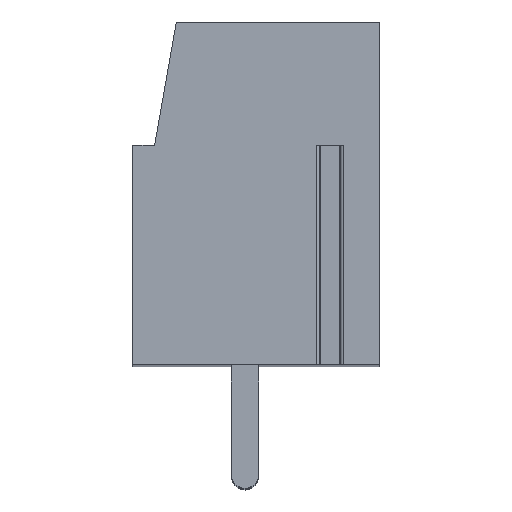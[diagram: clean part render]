
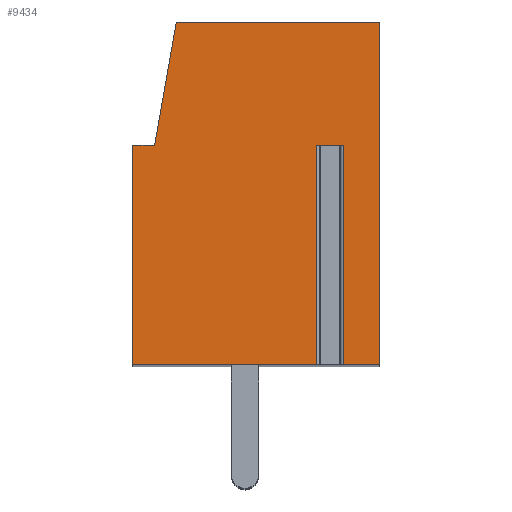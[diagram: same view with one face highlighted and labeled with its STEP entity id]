
A CAD part, top view. The second image highlights one B-rep face of the part: STEP entity #9434.
In plain terms, the highlighted planar face has unit normal (0, 0, 1).
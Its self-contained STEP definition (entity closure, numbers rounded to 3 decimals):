
#293=DIRECTION('',(-1.,0.,0.));
#294=VECTOR('',#293,0.958);
#295=CARTESIAN_POINT('',(3.179,1.75,37.5));
#296=LINE('',#295,#294);
#297=DIRECTION('',(0.,-1.,0.));
#298=VECTOR('',#297,8.);
#299=CARTESIAN_POINT('',(2.221,1.75,37.5));
#300=LINE('',#299,#298);
#301=DIRECTION('',(1.,0.,0.));
#302=VECTOR('',#301,6.721);
#303=CARTESIAN_POINT('',(-4.5,-6.25,37.5));
#304=LINE('',#303,#302);
#305=DIRECTION('',(0.,-1.,0.));
#306=VECTOR('',#305,8.);
#307=CARTESIAN_POINT('',(-4.5,1.75,37.5));
#308=LINE('',#307,#306);
#309=DIRECTION('',(-1.,0.,0.));
#310=VECTOR('',#309,0.8);
#311=CARTESIAN_POINT('',(-3.7,1.75,37.5));
#312=LINE('',#311,#310);
#313=DIRECTION('',(-0.174,-0.985,0.));
#314=VECTOR('',#313,4.569);
#315=CARTESIAN_POINT('',(-2.907,6.25,37.5));
#316=LINE('',#315,#314);
#317=DIRECTION('',(-1.,0.,0.));
#318=VECTOR('',#317,7.407);
#319=CARTESIAN_POINT('',(4.5,6.25,37.5));
#320=LINE('',#319,#318);
#321=DIRECTION('',(0.,1.,0.));
#322=VECTOR('',#321,12.5);
#323=CARTESIAN_POINT('',(4.5,-6.25,37.5));
#324=LINE('',#323,#322);
#325=DIRECTION('',(1.,0.,0.));
#326=VECTOR('',#325,1.321);
#327=CARTESIAN_POINT('',(3.179,-6.25,37.5));
#328=LINE('',#327,#326);
#329=DIRECTION('',(0.,-1.,0.));
#330=VECTOR('',#329,8.);
#331=CARTESIAN_POINT('',(3.179,1.75,37.5));
#332=LINE('',#331,#330);
#7169=CARTESIAN_POINT('',(4.5,-6.25,37.5));
#7170=CARTESIAN_POINT('',(4.5,6.25,37.5));
#7171=VERTEX_POINT('',#7169);
#7172=VERTEX_POINT('',#7170);
#7173=CARTESIAN_POINT('',(-2.907,6.25,37.5));
#7174=VERTEX_POINT('',#7173);
#7175=CARTESIAN_POINT('',(-3.7,1.75,37.5));
#7176=VERTEX_POINT('',#7175);
#7177=CARTESIAN_POINT('',(-4.5,1.75,37.5));
#7178=VERTEX_POINT('',#7177);
#7179=CARTESIAN_POINT('',(-4.5,-6.25,37.5));
#7180=VERTEX_POINT('',#7179);
#7225=CARTESIAN_POINT('',(3.179,1.75,37.5));
#7226=CARTESIAN_POINT('',(2.221,1.75,37.5));
#7227=VERTEX_POINT('',#7225);
#7228=VERTEX_POINT('',#7226);
#7229=CARTESIAN_POINT('',(3.179,-6.25,37.5));
#7230=VERTEX_POINT('',#7229);
#7231=CARTESIAN_POINT('',(2.221,-6.25,37.5));
#7232=VERTEX_POINT('',#7231);
#9410=CARTESIAN_POINT('',(0.,0.,37.5));
#9411=DIRECTION('',(0.,0.,1.));
#9412=DIRECTION('',(1.,0.,0.));
#9413=AXIS2_PLACEMENT_3D('',#9410,#9411,#9412);
#9414=PLANE('',#9413);
#9416=ORIENTED_EDGE('',*,*,#9415,.T.);
#9417=ORIENTED_EDGE('',*,*,#9401,.T.);
#9418=ORIENTED_EDGE('',*,*,#9262,.F.);
#9420=ORIENTED_EDGE('',*,*,#9419,.F.);
#9422=ORIENTED_EDGE('',*,*,#9421,.F.);
#9424=ORIENTED_EDGE('',*,*,#9423,.F.);
#9426=ORIENTED_EDGE('',*,*,#9425,.F.);
#9428=ORIENTED_EDGE('',*,*,#9427,.F.);
#9429=ORIENTED_EDGE('',*,*,#9241,.F.);
#9431=ORIENTED_EDGE('',*,*,#9430,.F.);
#9432=EDGE_LOOP('',(#9416,#9417,#9418,#9420,#9422,#9424,#9426,#9428,#9429,
#9431));
#9433=FACE_OUTER_BOUND('',#9432,.F.);
#9241=EDGE_CURVE('',#7230,#7171,#328,.T.);
#9262=EDGE_CURVE('',#7180,#7232,#304,.T.);
#9401=EDGE_CURVE('',#7228,#7232,#300,.T.);
#9415=EDGE_CURVE('',#7227,#7228,#296,.T.);
#9419=EDGE_CURVE('',#7178,#7180,#308,.T.);
#9421=EDGE_CURVE('',#7176,#7178,#312,.T.);
#9423=EDGE_CURVE('',#7174,#7176,#316,.T.);
#9425=EDGE_CURVE('',#7172,#7174,#320,.T.);
#9427=EDGE_CURVE('',#7171,#7172,#324,.T.);
#9430=EDGE_CURVE('',#7227,#7230,#332,.T.);
#9434=ADVANCED_FACE('',(#9433),#9414,.T.);
